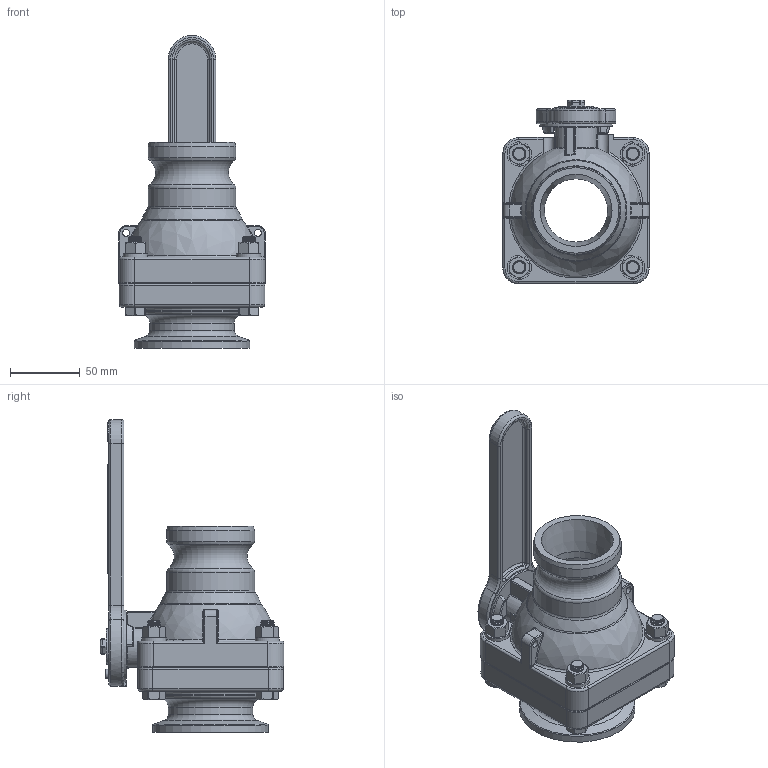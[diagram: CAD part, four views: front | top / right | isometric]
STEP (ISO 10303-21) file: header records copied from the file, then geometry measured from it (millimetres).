
FILE_DESCRIPTION(/* description */ ('2" FP FLANGE x MALE ADAPTER STUBBY VALVE, FKM'),/* implementation_level */ '2;1');
FILE_NAME(/* name */ 'MVSF220FP.stp',/* time_stamp */ '2022-11-21T09:54:43-05:00',/* author */ ('MEG'),/* organization */ (''),/* preprocessor_version */ 'ST-DEVELOPER v18.1',/* originating_system */ 'Autodesk Inventor 2022',/* authorisation */ '');
FILE_SCHEMA (('AUTOMOTIVE_DESIGN { 1 0 10303 214 3 1 1 }'));
Length unit declared in the file: inch
Products named in the file (21): MVSF220FP; VF25254; VF25254X; VS20151; V20151; VS25255; VS25255M; VS25255X; VS25258AR1; A93M250V; VS25378; VS25378X; VS25153; V20021; V20020; V20010SS; V20018; V20019; V20060; SB075100188T; V20163
Assembly tree (30 placements, depth 4):
  MVSF220FP
    VF25254
      VF25254X
    VS20151
      V20151
    VS25255
      VS25255M
        VS25255X
    VS25258AR1  x2
    A93M250V
    VS25378
      VS25378X
    VS25153
    V20021
    V20020
    V20010SS  x4
    V20018  x4
    V20019  x4
    V20060
    SB075100188T
    V20163
Bounding box: 104.9 x 131.62 x 224.41 mm (x, y, z)
Volume: 618973.2 mm3; surface area: 187490.6 mm2
Topology: 26 solids, 26 shells, 1885 faces, 4372 edges, 2610 vertices
Faces by surface type: plane 615, cylinder 569, cone 460, bspline 139, torus 94, sphere 8
Full cylindrical faces by diameter (mm): 2.261 x1, 2.997 x1, 3.023 x1, 4.978 x1, 5.08 x2, 6.35 x1, 7.144 x1, 8.915 x4, 9.525 x4, 11.557 x8, 18.923 x1, 19.05 x2, 19.304 x1, 23.063 x1, 23.812 x1, 24.13 x1, 25.349 x1, 25.4 x1, 25.527 x1, 45.339 x1, 46.99 x1, 50.8 x1, 51.054 x1, 51.435 x2, 54.102 x2, 60.706 x1, 61.265 x2, 61.366 x2, 63.017 x2, 66.802 x1
Entity records: 39706 total; most frequent: CARTESIAN_POINT 11215, ORIENTED_EDGE 5826, DIRECTION 5541, EDGE_CURVE 2913, AXIS2_PLACEMENT_3D 1900, VERTEX_POINT 1821, LINE 1741, VECTOR 1741
